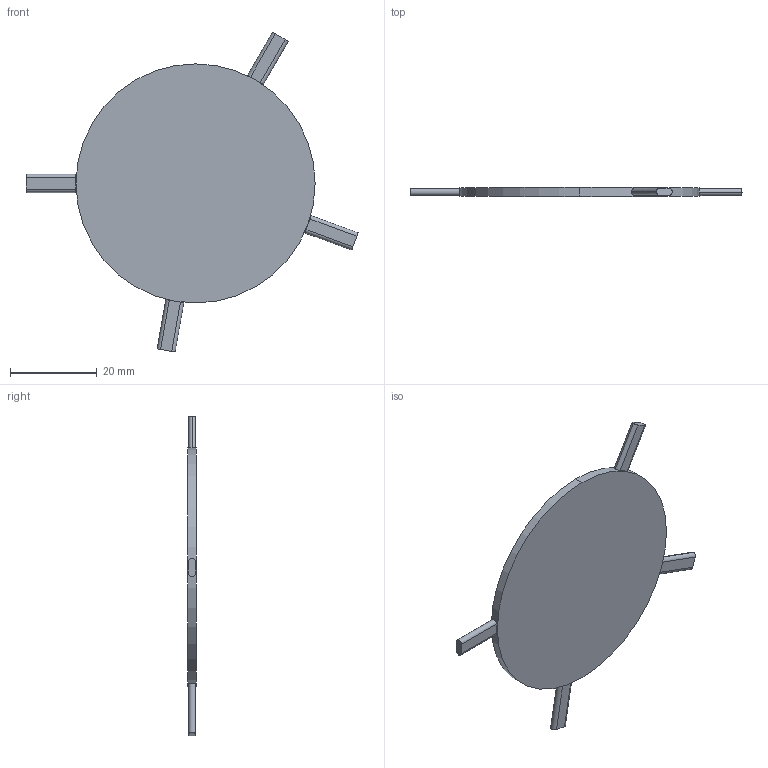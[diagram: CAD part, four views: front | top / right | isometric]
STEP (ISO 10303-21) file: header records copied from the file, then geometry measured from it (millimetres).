
FILE_DESCRIPTION (( 'STEP AP203' ), '1' );
FILE_NAME ('fixture_LCD.STEP', '2026-01-22T16:21:58', ( '' ), ( '' ), 'SwSTEP 2.0', 'SolidWorks 2025', '' );
FILE_SCHEMA (( 'CONFIG_CONTROL_DESIGN' ));
Length unit declared in the file: millimetre
Products named in the file (1): fixture_LCD
Bounding box: 76.37 x 2 x 73.6 mm (x, y, z)
Surface area: 20908.7 mm2
Topology: 8 solids, 8 shells, 44 faces, 84 edges, 56 vertices
Faces by surface type: plane 24, cylinder 20
Entity records: 1191 total; most frequent: DIRECTION 214, CARTESIAN_POINT 185, ORIENTED_EDGE 168, AXIS2_PLACEMENT_3D 85, EDGE_CURVE 84, VERTEX_POINT 56, FACE_OUTER_BOUND 44, ADVANCED_FACE 44
